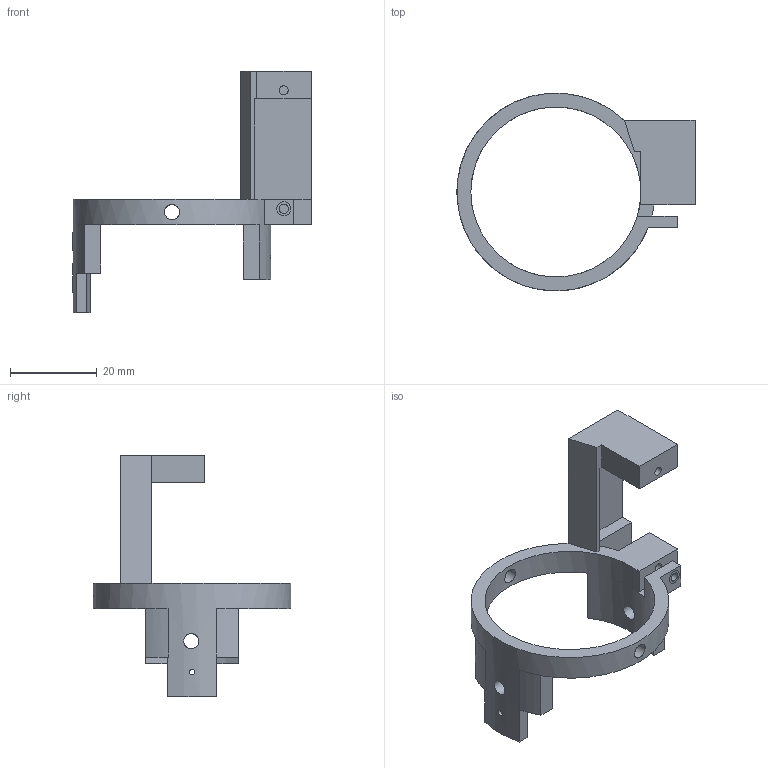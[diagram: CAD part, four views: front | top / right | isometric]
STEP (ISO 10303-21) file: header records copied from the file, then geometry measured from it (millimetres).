
FILE_DESCRIPTION(/* description */ (''),/* implementation_level */ '2;1');
FILE_NAME(/* name */ 'InnerLoop.step',/* time_stamp */ '2024-08-02T11:55:05-07:00',/* author */ (''),/* organization */ (''),/* preprocessor_version */ 'ST-DEVELOPER v20',/* originating_system */ 'Autodesk Translation Framework v13.14.0.145',/* authorisation */ '');
FILE_SCHEMA (('AUTOMOTIVE_DESIGN { 1 0 10303 214 3 1 1 }'));
Length unit declared in the file: millimetre
Products named in the file (2): InnerLoop; InnerLoop_1
Assembly tree (1 placements, depth 2):
  InnerLoop
    InnerLoop_1
Bounding box: 55.02 x 45.72 x 55.75 mm (x, y, z)
Volume: 7758.4 mm3; surface area: 6792.6 mm2
Topology: 1 solids, 1 shells, 56 faces, 173 edges, 117 vertices
Faces by surface type: plane 42, cylinder 14
Full cylindrical faces by diameter (mm): 1.3 x1, 2.092 x3, 3.505 x4, 39.283 x1
Entity records: 2314 total; most frequent: CARTESIAN_POINT 687, ORIENTED_EDGE 346, DIRECTION 307, EDGE_CURVE 173, VERTEX_POINT 117, LINE 113, VECTOR 113, AXIS2_PLACEMENT_3D 97
